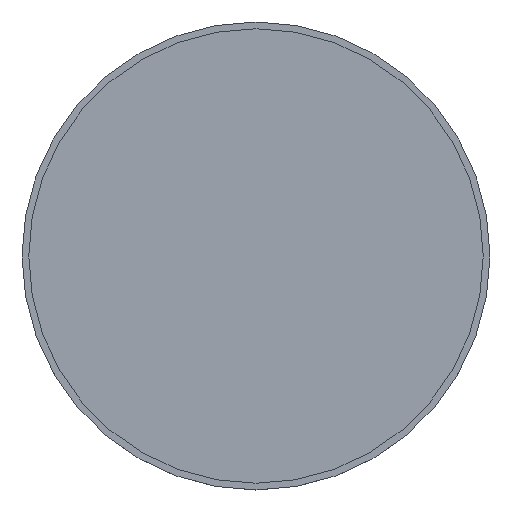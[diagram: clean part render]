
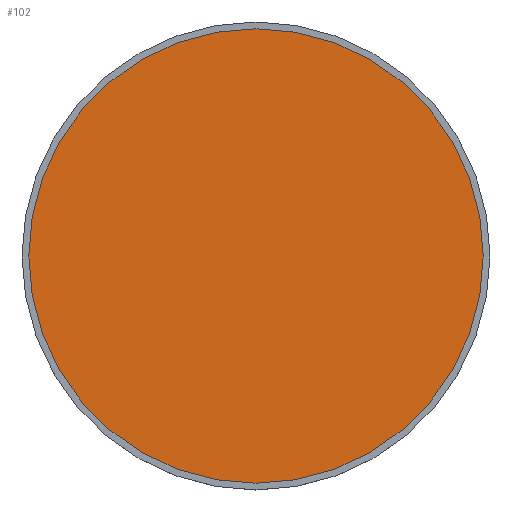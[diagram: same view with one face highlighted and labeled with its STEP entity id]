
A CAD part, top view. The second image highlights one B-rep face of the part: STEP entity #102.
In plain terms, the highlighted planar face has unit normal (0, 0, 1).
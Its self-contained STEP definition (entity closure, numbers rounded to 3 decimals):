
#17=PLANE('',#132);
#33=FACE_OUTER_BOUND('',#41,.T.);
#41=EDGE_LOOP('',(#94));
#48=CIRCLE('',#125,51.);
#56=VERTEX_POINT('',#183);
#66=EDGE_CURVE('',#56,#56,#48,.T.);
#94=ORIENTED_EDGE('',*,*,#66,.T.);
#102=ADVANCED_FACE('',(#33),#17,.T.);
#125=AXIS2_PLACEMENT_3D('',#185,#151,#152);
#132=AXIS2_PLACEMENT_3D('',#197,#167,#168);
#151=DIRECTION('center_axis',(0.,0.,1.));
#152=DIRECTION('ref_axis',(1.,0.,0.));
#167=DIRECTION('center_axis',(0.,0.,1.));
#168=DIRECTION('ref_axis',(1.,0.,0.));
#183=CARTESIAN_POINT('',(-51.,0.,0.6));
#185=CARTESIAN_POINT('Origin',(0.,0.,0.6));
#197=CARTESIAN_POINT('Origin',(0.,0.,0.6));
